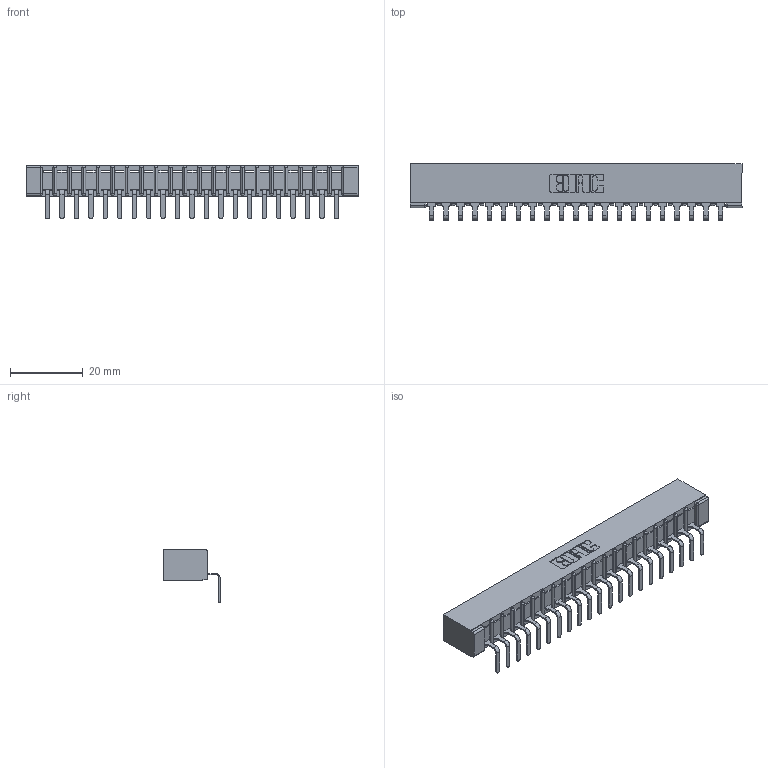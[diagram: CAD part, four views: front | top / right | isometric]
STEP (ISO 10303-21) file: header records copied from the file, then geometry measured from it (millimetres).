
FILE_DESCRIPTION (( 'STEP AP203' ), '1' );
FILE_NAME ('307-021-559-101.STEP', '2019-09-04T16:13:36', ( '' ), ( '' ), 'SwSTEP 2.0', 'SolidWorks 2016', '' );
FILE_SCHEMA (( 'CONFIG_CONTROL_DESIGN' ));
Length unit declared in the file: inch
Products named in the file (3): 307-021-559-101; 307-290-001_558 559 - 1 (Single); 307 Part_No Mounting Lugs
Assembly tree (22 placements, depth 2):
  307-021-559-101
    307 Part_No Mounting Lugs
    307-290-001_558 559 - 1 (Single)  x21
Bounding box: 91.08 x 15.46 x 14.81 mm (x, y, z)
Volume: 5977.5 mm3; surface area: 9686 mm2
Topology: 22 solids, 22 shells, 1392 faces, 3953 edges, 2546 vertices
Faces by surface type: plane 885, cylinder 463, sphere 44
Entity records: 20418 total; most frequent: CARTESIAN_POINT 3432, ORIENTED_EDGE 3418, DIRECTION 3349, EDGE_CURVE 1709, LINE 1303, VECTOR 1303, VERTEX_POINT 1106, AXIS2_PLACEMENT_3D 1023
